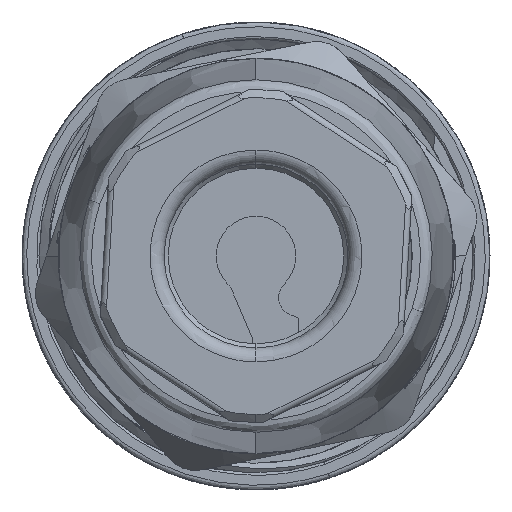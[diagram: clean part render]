
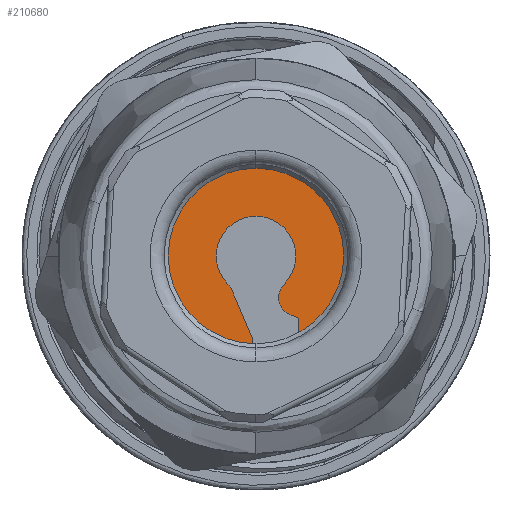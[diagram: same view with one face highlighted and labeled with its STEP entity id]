
A CAD part, left-side view. The second image highlights one B-rep face of the part: STEP entity #210680.
In plain terms, the highlighted planar face has unit normal (-1, 0, 0).
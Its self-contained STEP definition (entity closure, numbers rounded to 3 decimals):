
#2983 = DIRECTION ( 'NONE',  ( 0., 0., -1. ) ) ;
#19272 = VERTEX_POINT ( 'NONE', #30232 ) ;
#21983 = DIRECTION ( 'NONE',  ( 0., -0.394, -0.919 ) ) ;
#22644 = CARTESIAN_POINT ( 'NONE',  ( -15.114, 1.64, -1.452 ) ) ;
#28423 = CARTESIAN_POINT ( 'NONE',  ( -15.114, 0.776, -4.3 ) ) ;
#29471 = VECTOR ( 'NONE', #299298, 1000. ) ;
#30232 = CARTESIAN_POINT ( 'NONE',  ( -15.114, -0.594, -1.202 ) ) ;
#31877 = EDGE_CURVE ( 'NONE', #257968, #115090, #44917, .T. ) ;
#36593 = AXIS2_PLACEMENT_3D ( 'NONE', #46817, #211901, #70425 ) ;
#41566 = AXIS2_PLACEMENT_3D ( 'NONE', #45254, #210325, #68854 ) ;
#44917 = LINE ( 'NONE', #96985, #296120 ) ;
#45254 = CARTESIAN_POINT ( 'NONE',  ( -15.114, 0.608, 0. ) ) ;
#46817 = CARTESIAN_POINT ( 'NONE',  ( -15.114, 0.608, 0. ) ) ;
#49029 = CARTESIAN_POINT ( 'NONE',  ( -15.114, 0.608, 7.2 ) ) ;
#51417 = DIRECTION ( 'NONE',  ( 1., 0., 0. ) ) ;
#52740 = EDGE_CURVE ( 'NONE', #294275, #298771, #122263, .T. ) ;
#56026 = VERTEX_POINT ( 'NONE', #260331 ) ;
#61034 = EDGE_CURVE ( 'NONE', #56026, #257968, #273071, .T. ) ;
#63313 = CARTESIAN_POINT ( 'NONE',  ( -15.114, 1.81, -1.202 ) ) ;
#64102 = FACE_OUTER_BOUND ( 'NONE', #280682, .T. ) ;
#68854 = DIRECTION ( 'NONE',  ( 0., 0., -1. ) ) ;
#70356 = DIRECTION ( 'NONE',  ( 0., 0., -1. ) ) ;
#70425 = DIRECTION ( 'NONE',  ( 0., 0., -1. ) ) ;
#71287 = CARTESIAN_POINT ( 'NONE',  ( -15.114, 0.776, 0. ) ) ;
#72082 = CARTESIAN_POINT ( 'NONE',  ( -15.114, 1.64, -1.452 ) ) ;
#72157 = EDGE_CURVE ( 'NONE', #298771, #56026, #228545, .T. ) ;
#72188 = DIRECTION ( 'NONE',  ( 0., -1., 0. ) ) ;
#73538 = CARTESIAN_POINT ( 'NONE',  ( -15.114, 0.608, -4.3 ) ) ;
#74591 = PLANE ( 'NONE',  #89167 ) ;
#78048 = EDGE_CURVE ( 'NONE', #201743, #294275, #105408, .T. ) ;
#79136 = AXIS2_PLACEMENT_3D ( 'NONE', #125487, #290980, #149237 ) ;
#89167 = AXIS2_PLACEMENT_3D ( 'NONE', #192352, #98214, #263663 ) ;
#95938 = ORIENTED_EDGE ( 'NONE', *, *, #78048, .F. ) ;
#96985 = CARTESIAN_POINT ( 'NONE',  ( -15.114, -1.224, -2.666 ) ) ;
#97104 = VERTEX_POINT ( 'NONE', #283281 ) ;
#98214 = DIRECTION ( 'NONE',  ( 1., 0., 0. ) ) ;
#103409 = DIRECTION ( 'NONE',  ( 0., 0.919, 0.394 ) ) ;
#105408 = LINE ( 'NONE', #22644, #231216 ) ;
#108124 = CIRCLE ( 'NONE', #41566, 7.2 ) ;
#109247 = ORIENTED_EDGE ( 'NONE', *, *, #216826, .F. ) ;
#114810 = VECTOR ( 'NONE', #70356, 1000. ) ;
#115090 = VERTEX_POINT ( 'NONE', #196935 ) ;
#115336 = AXIS2_PLACEMENT_3D ( 'NONE', #192805, #51417, #216607 ) ;
#119331 = FACE_BOUND ( 'NONE', #159949, .T. ) ;
#122263 = LINE ( 'NONE', #71287, #114810 ) ;
#124364 = EDGE_CURVE ( 'NONE', #291387, #97104, #271456, .T. ) ;
#125487 = CARTESIAN_POINT ( 'NONE',  ( -15.114, 2.376, -1.768 ) ) ;
#143795 = CIRCLE ( 'NONE', #115336, 0.8 ) ;
#143834 = DIRECTION ( 'NONE',  ( 1., 0., 0. ) ) ;
#145157 = ORIENTED_EDGE ( 'NONE', *, *, #61034, .F. ) ;
#149237 = DIRECTION ( 'NONE',  ( 0., 0., -1. ) ) ;
#151267 = AXIS2_PLACEMENT_3D ( 'NONE', #285593, #143834, #2983 ) ;
#153867 = ORIENTED_EDGE ( 'NONE', *, *, #124364, .F. ) ;
#157306 = VERTEX_POINT ( 'NONE', #63313 ) ;
#159949 = EDGE_LOOP ( 'NONE', ( #209520, #277870, #145157, #252583, #213528, #95938, #180495, #109247 ) ) ;
#164034 = ORIENTED_EDGE ( 'NONE', *, *, #288410, .F. ) ;
#179043 = CARTESIAN_POINT ( 'NONE',  ( -15.114, 0.776, -3.468 ) ) ;
#180495 = ORIENTED_EDGE ( 'NONE', *, *, #194836, .F. ) ;
#192352 = CARTESIAN_POINT ( 'NONE',  ( -15.114, 0.608, 0. ) ) ;
#192805 = CARTESIAN_POINT ( 'NONE',  ( -15.114, -1.16, -1.768 ) ) ;
#194836 = EDGE_CURVE ( 'NONE', #157306, #201743, #258774, .T. ) ;
#196935 = CARTESIAN_POINT ( 'NONE',  ( -15.114, -0.845, -2.503 ) ) ;
#201743 = VERTEX_POINT ( 'NONE', #72082 ) ;
#209520 = ORIENTED_EDGE ( 'NONE', *, *, #238291, .F. ) ;
#210325 = DIRECTION ( 'NONE',  ( 1., 0., 0. ) ) ;
#210680 = ADVANCED_FACE ( 'NONE', ( #119331, #64102 ), #74591, .F. ) ;
#211901 = DIRECTION ( 'NONE',  ( -1., 0., 0. ) ) ;
#213528 = ORIENTED_EDGE ( 'NONE', *, *, #52740, .F. ) ;
#216607 = DIRECTION ( 'NONE',  ( 0., 0., -1. ) ) ;
#216826 = EDGE_CURVE ( 'NONE', #19272, #157306, #262733, .T. ) ;
#221136 = VECTOR ( 'NONE', #72188, 1000. ) ;
#228545 = LINE ( 'NONE', #73538, #221136 ) ;
#231216 = VECTOR ( 'NONE', #21983, 1000. ) ;
#238291 = EDGE_CURVE ( 'NONE', #115090, #19272, #143795, .T. ) ;
#252583 = ORIENTED_EDGE ( 'NONE', *, *, #72157, .F. ) ;
#257968 = VERTEX_POINT ( 'NONE', #265706 ) ;
#258774 = CIRCLE ( 'NONE', #79136, 0.8 ) ;
#260331 = CARTESIAN_POINT ( 'NONE',  ( -15.114, -1.224, -4.3 ) ) ;
#262733 = CIRCLE ( 'NONE', #36593, 1.7 ) ;
#263663 = DIRECTION ( 'NONE',  ( 0., 0., -1. ) ) ;
#265706 = CARTESIAN_POINT ( 'NONE',  ( -15.114, -1.224, -2.666 ) ) ;
#271456 = CIRCLE ( 'NONE', #151267, 7.2 ) ;
#273071 = LINE ( 'NONE', #301067, #29471 ) ;
#277870 = ORIENTED_EDGE ( 'NONE', *, *, #31877, .F. ) ;
#280682 = EDGE_LOOP ( 'NONE', ( #164034, #153867 ) ) ;
#283281 = CARTESIAN_POINT ( 'NONE',  ( -15.114, 0.608, -7.2 ) ) ;
#285593 = CARTESIAN_POINT ( 'NONE',  ( -15.114, 0.608, 0. ) ) ;
#288410 = EDGE_CURVE ( 'NONE', #97104, #291387, #108124, .T. ) ;
#290980 = DIRECTION ( 'NONE',  ( 1., 0., 0. ) ) ;
#291387 = VERTEX_POINT ( 'NONE', #49029 ) ;
#294275 = VERTEX_POINT ( 'NONE', #179043 ) ;
#296120 = VECTOR ( 'NONE', #103409, 1000. ) ;
#298771 = VERTEX_POINT ( 'NONE', #28423 ) ;
#299298 = DIRECTION ( 'NONE',  ( 0., 0., 1. ) ) ;
#301067 = CARTESIAN_POINT ( 'NONE',  ( -15.114, -1.224, 0. ) ) ;
